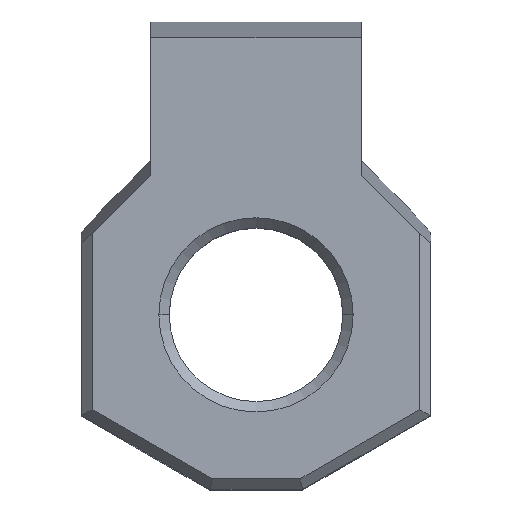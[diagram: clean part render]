
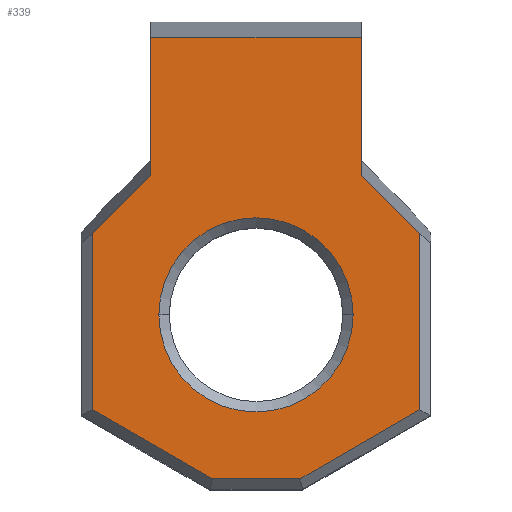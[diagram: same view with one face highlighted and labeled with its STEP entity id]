
A CAD part, top view. The second image highlights one B-rep face of the part: STEP entity #339.
In plain terms, the highlighted planar face has unit normal (0, 0, 1).
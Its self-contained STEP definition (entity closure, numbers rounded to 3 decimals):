
#19 = DIRECTION ( 'NONE',  ( 1., 0., 0. ) ) ;
#33 = CARTESIAN_POINT ( 'NONE',  ( -1.185, 0.269, 9. ) ) ;
#44 = LINE ( 'NONE', #412, #1060 ) ;
#64 = VERTEX_POINT ( 'NONE', #967 ) ;
#91 = EDGE_LOOP ( 'NONE', ( #1227, #925, #1278, #899, #1206, #1134, #285, #686, #680, #175 ) ) ;
#95 = CARTESIAN_POINT ( 'NONE',  ( 6.038, 6.094, 9. ) ) ;
#158 = DIRECTION ( 'NONE',  ( 0.866, 0.5, 0. ) ) ;
#159 = CARTESIAN_POINT ( 'NONE',  ( -3.039, 9.065, 9. ) ) ;
#164 = CARTESIAN_POINT ( 'NONE',  ( -4.725, 7.395, 9. ) ) ;
#175 = ORIENTED_EDGE ( 'NONE', *, *, #863, .T. ) ;
#196 = DIRECTION ( 'NONE',  ( 0., -1., 0. ) ) ;
#242 = DIRECTION ( 'NONE',  ( 1., 0., 0. ) ) ;
#246 = DIRECTION ( 'NONE',  ( 0., 1., 0. ) ) ;
#257 = DIRECTION ( 'NONE',  ( -0.71, -0.704, 0. ) ) ;
#271 = CARTESIAN_POINT ( 'NONE',  ( 0., 13.028, 9. ) ) ;
#280 = VERTEX_POINT ( 'NONE', #613 ) ;
#285 = ORIENTED_EDGE ( 'NONE', *, *, #429, .T. ) ;
#307 = VECTOR ( 'NONE', #670, 1000. ) ;
#319 = DIRECTION ( 'NONE',  ( 0., -1., 0. ) ) ;
#326 = PLANE ( 'NONE',  #668 ) ;
#339 = ADVANCED_FACE ( 'NONE', ( #849, #1259 ), #326, .T. ) ;
#342 = CARTESIAN_POINT ( 'NONE',  ( 0., 5.04, 9. ) ) ;
#345 = VECTOR ( 'NONE', #465, 1000. ) ;
#354 = EDGE_CURVE ( 'NONE', #280, #1124, #629, .T. ) ;
#361 = DIRECTION ( 'NONE',  ( 1., 0., 0. ) ) ;
#365 = EDGE_CURVE ( 'NONE', #1189, #675, #751, .T. ) ;
#403 = DIRECTION ( 'NONE',  ( 0.866, -0.5, 0. ) ) ;
#412 = CARTESIAN_POINT ( 'NONE',  ( 4.725, 7.098, 9. ) ) ;
#429 = EDGE_CURVE ( 'NONE', #1189, #1240, #762, .T. ) ;
#434 = VECTOR ( 'NONE', #257, 1000. ) ;
#447 = CARTESIAN_POINT ( 'NONE',  ( -2.8, 5.04, 9. ) ) ;
#465 = DIRECTION ( 'NONE',  ( -0.71, 0.704, 0. ) ) ;
#483 = CARTESIAN_POINT ( 'NONE',  ( 0., 5.04, 9. ) ) ;
#505 = EDGE_CURVE ( 'NONE', #1021, #64, #981, .T. ) ;
#515 = EDGE_CURVE ( 'NONE', #1099, #675, #1175, .T. ) ;
#516 = LINE ( 'NONE', #1249, #840 ) ;
#527 = CARTESIAN_POINT ( 'NONE',  ( -4.725, 2.312, 9. ) ) ;
#545 = AXIS2_PLACEMENT_3D ( 'NONE', #483, #907, #19 ) ;
#547 = EDGE_CURVE ( 'NONE', #1240, #1140, #682, .T. ) ;
#577 = VECTOR ( 'NONE', #246, 1000. ) ;
#594 = EDGE_CURVE ( 'NONE', #1250, #1168, #773, .T. ) ;
#613 = CARTESIAN_POINT ( 'NONE',  ( 1.267, 0.31, 9. ) ) ;
#629 = LINE ( 'NONE', #1043, #662 ) ;
#662 = VECTOR ( 'NONE', #158, 1000. ) ;
#668 = AXIS2_PLACEMENT_3D ( 'NONE', #742, #1142, #242 ) ;
#670 = DIRECTION ( 'NONE',  ( -1., 0., 0. ) ) ;
#675 = VERTEX_POINT ( 'NONE', #1018 ) ;
#680 = ORIENTED_EDGE ( 'NONE', *, *, #983, .T. ) ;
#682 = LINE ( 'NONE', #1081, #953 ) ;
#686 = ORIENTED_EDGE ( 'NONE', *, *, #547, .T. ) ;
#705 = EDGE_CURVE ( 'NONE', #1124, #1021, #44, .T. ) ;
#742 = CARTESIAN_POINT ( 'NONE',  ( 0., 0., 9. ) ) ;
#751 = LINE ( 'NONE', #1147, #577 ) ;
#756 = ORIENTED_EDGE ( 'NONE', *, *, #594, .T. ) ;
#758 = EDGE_CURVE ( 'NONE', #1099, #64, #516, .T. ) ;
#760 = DIRECTION ( 'NONE',  ( 0., 0., -1. ) ) ;
#762 = LINE ( 'NONE', #1159, #434 ) ;
#773 = CIRCLE ( 'NONE', #545, 2.8 ) ;
#823 = CARTESIAN_POINT ( 'NONE',  ( 4.725, 7.395, 9. ) ) ;
#825 = DIRECTION ( 'NONE',  ( 0., 1., 0. ) ) ;
#840 = VECTOR ( 'NONE', #319, 1000. ) ;
#843 = CARTESIAN_POINT ( 'NONE',  ( 4.725, 2.306, 9. ) ) ;
#847 = VECTOR ( 'NONE', #403, 1000. ) ;
#849 = FACE_BOUND ( 'NONE', #880, .T. ) ;
#860 = VECTOR ( 'NONE', #361, 1000. ) ;
#863 = EDGE_CURVE ( 'NONE', #1226, #280, #887, .T. ) ;
#880 = EDGE_LOOP ( 'NONE', ( #888, #756 ) ) ;
#887 = LINE ( 'NONE', #1294, #860 ) ;
#888 = ORIENTED_EDGE ( 'NONE', *, *, #1285, .T. ) ;
#899 = ORIENTED_EDGE ( 'NONE', *, *, #758, .F. ) ;
#907 = DIRECTION ( 'NONE',  ( 0., 0., -1. ) ) ;
#920 = LINE ( 'NONE', #33, #847 ) ;
#925 = ORIENTED_EDGE ( 'NONE', *, *, #705, .T. ) ;
#951 = CARTESIAN_POINT ( 'NONE',  ( 2.8, 5.04, 9. ) ) ;
#953 = VECTOR ( 'NONE', #196, 1000. ) ;
#967 = CARTESIAN_POINT ( 'NONE',  ( 3.039, 9.065, 9. ) ) ;
#981 = LINE ( 'NONE', #95, #345 ) ;
#983 = EDGE_CURVE ( 'NONE', #1140, #1226, #920, .T. ) ;
#1018 = CARTESIAN_POINT ( 'NONE',  ( -3.039, 13.028, 9. ) ) ;
#1021 = VERTEX_POINT ( 'NONE', #823 ) ;
#1033 = CARTESIAN_POINT ( 'NONE',  ( 3.039, 13.028, 9. ) ) ;
#1043 = CARTESIAN_POINT ( 'NONE',  ( 4.874, 2.392, 9. ) ) ;
#1048 = CARTESIAN_POINT ( 'NONE',  ( -1.257, 0.31, 9. ) ) ;
#1055 = CIRCLE ( 'NONE', #1271, 2.8 ) ;
#1060 = VECTOR ( 'NONE', #825, 1000. ) ;
#1081 = CARTESIAN_POINT ( 'NONE',  ( -4.725, 0., 9. ) ) ;
#1099 = VERTEX_POINT ( 'NONE', #1033 ) ;
#1124 = VERTEX_POINT ( 'NONE', #843 ) ;
#1134 = ORIENTED_EDGE ( 'NONE', *, *, #365, .F. ) ;
#1140 = VERTEX_POINT ( 'NONE', #527 ) ;
#1142 = DIRECTION ( 'NONE',  ( 0., 0., 1. ) ) ;
#1147 = CARTESIAN_POINT ( 'NONE',  ( -3.039, 0., 9. ) ) ;
#1156 = DIRECTION ( 'NONE',  ( 1., 0., 0. ) ) ;
#1159 = CARTESIAN_POINT ( 'NONE',  ( -6.038, 6.094, 9. ) ) ;
#1168 = VERTEX_POINT ( 'NONE', #951 ) ;
#1175 = LINE ( 'NONE', #271, #307 ) ;
#1189 = VERTEX_POINT ( 'NONE', #159 ) ;
#1206 = ORIENTED_EDGE ( 'NONE', *, *, #515, .T. ) ;
#1226 = VERTEX_POINT ( 'NONE', #1048 ) ;
#1227 = ORIENTED_EDGE ( 'NONE', *, *, #354, .T. ) ;
#1240 = VERTEX_POINT ( 'NONE', #164 ) ;
#1249 = CARTESIAN_POINT ( 'NONE',  ( 3.039, 0., 9. ) ) ;
#1250 = VERTEX_POINT ( 'NONE', #447 ) ;
#1259 = FACE_OUTER_BOUND ( 'NONE', #91, .T. ) ;
#1271 = AXIS2_PLACEMENT_3D ( 'NONE', #342, #760, #1156 ) ;
#1278 = ORIENTED_EDGE ( 'NONE', *, *, #505, .T. ) ;
#1285 = EDGE_CURVE ( 'NONE', #1168, #1250, #1055, .T. ) ;
#1294 = CARTESIAN_POINT ( 'NONE',  ( 1.348, 0.31, 9. ) ) ;
